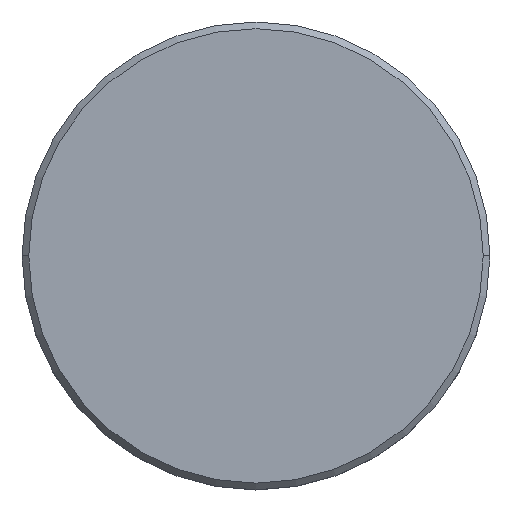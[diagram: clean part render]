
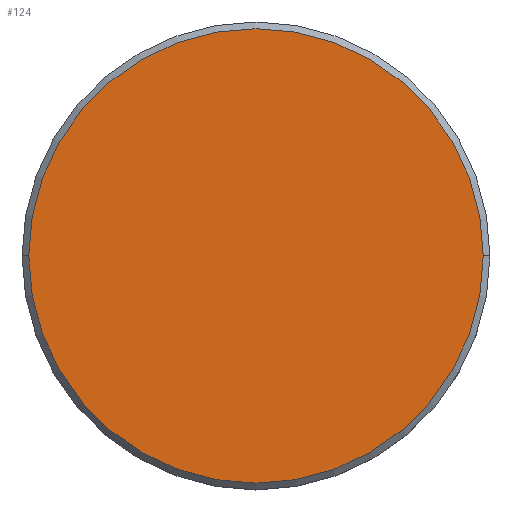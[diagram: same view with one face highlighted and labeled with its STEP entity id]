
A CAD part, top view. The second image highlights one B-rep face of the part: STEP entity #124.
In plain terms, the highlighted planar face has unit normal (0, 0, 1).
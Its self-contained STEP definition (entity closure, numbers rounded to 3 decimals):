
#12 = VERTEX_POINT ( 'NONE', #153 ) ;
#52 = CARTESIAN_POINT ( 'NONE',  ( 0., 0., 0. ) ) ;
#82 = DIRECTION ( 'NONE',  ( 1., 0., 0. ) ) ;
#99 = VERTEX_POINT ( 'NONE', #692 ) ;
#124 = ADVANCED_FACE ( 'NONE', ( #548 ), #629, .T. ) ;
#129 = EDGE_CURVE ( 'NONE', #12, #99, #535, .T. ) ;
#147 = AXIS2_PLACEMENT_3D ( 'NONE', #912, #530, #534 ) ;
#153 = CARTESIAN_POINT ( 'NONE',  ( -17., 0., 0. ) ) ;
#189 = EDGE_LOOP ( 'NONE', ( #655, #1137 ) ) ;
#530 = DIRECTION ( 'NONE',  ( 0., 0., 1. ) ) ;
#534 = DIRECTION ( 'NONE',  ( 1., 0., 0. ) ) ;
#535 = CIRCLE ( 'NONE', #803, 17. ) ;
#548 = FACE_OUTER_BOUND ( 'NONE', #189, .T. ) ;
#619 = AXIS2_PLACEMENT_3D ( 'NONE', #52, #964, #797 ) ;
#629 = PLANE ( 'NONE',  #147 ) ;
#655 = ORIENTED_EDGE ( 'NONE', *, *, #129, .T. ) ;
#692 = CARTESIAN_POINT ( 'NONE',  ( 17., 0., 0. ) ) ;
#797 = DIRECTION ( 'NONE',  ( 1., 0., 0. ) ) ;
#803 = AXIS2_PLACEMENT_3D ( 'NONE', #904, #982, #82 ) ;
#904 = CARTESIAN_POINT ( 'NONE',  ( 0., 0., 0. ) ) ;
#912 = CARTESIAN_POINT ( 'NONE',  ( 0., 0., 0. ) ) ;
#964 = DIRECTION ( 'NONE',  ( 0., 0., 1. ) ) ;
#982 = DIRECTION ( 'NONE',  ( 0., 0., 1. ) ) ;
#1116 = CIRCLE ( 'NONE', #619, 17. ) ;
#1128 = EDGE_CURVE ( 'NONE', #99, #12, #1116, .T. ) ;
#1137 = ORIENTED_EDGE ( 'NONE', *, *, #1128, .T. ) ;
